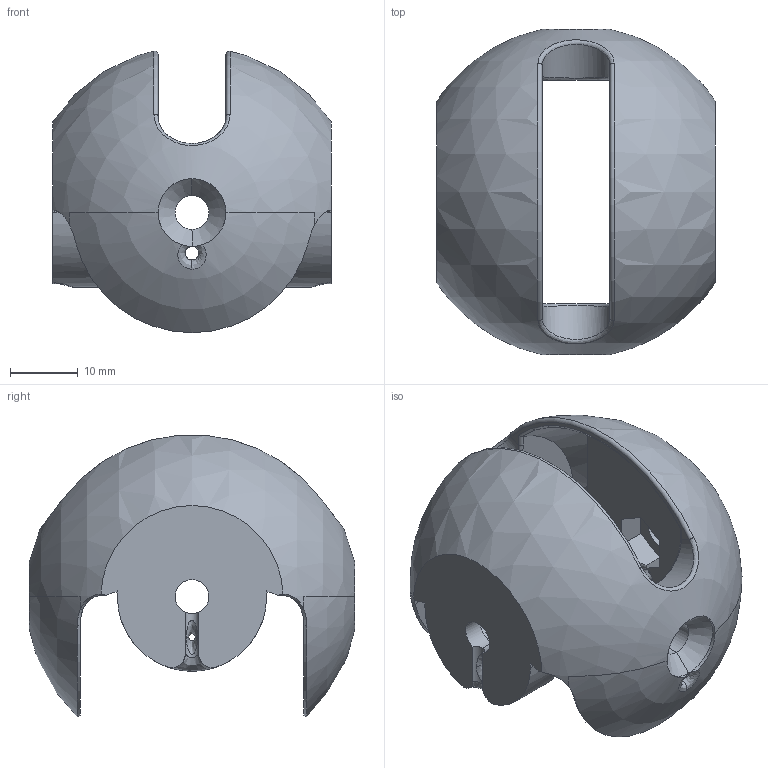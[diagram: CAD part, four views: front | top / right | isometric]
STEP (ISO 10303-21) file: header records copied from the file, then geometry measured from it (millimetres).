
FILE_DESCRIPTION((''),'2;1');
FILE_NAME('OBMP-FDH-1730','2023-10-12T13:30:39',('ccha425'),('Department of Mechanical Engineering, The University of Auckland'),'CREO PARAMETRIC BY PTC INC, 2017260','CREO PARAMETRIC BY PTC INC, 2017260','');
FILE_SCHEMA(('CONFIG_CONTROL_DESIGN'));
Length unit declared in the file: millimetre
Products named in the file (1): OBMP-FDH-1730
Bounding box: 41 x 47.97 x 41.49 mm (x, y, z)
Volume: 16301.4 mm3; surface area: 10175.3 mm2
Topology: 1 solids, 1 shells, 103 faces, 290 edges, 182 vertices
Faces by surface type: cylinder 32, plane 26, bspline 22, cone 10, torus 8, sphere 5
Entity records: 5427 total; most frequent: CARTESIAN_POINT 2858, ORIENTED_EDGE 580, DIRECTION 470, EDGE_CURVE 290, AXIS2_PLACEMENT_3D 183, VERTEX_POINT 182, EDGE_LOOP 114, VECTOR 104
